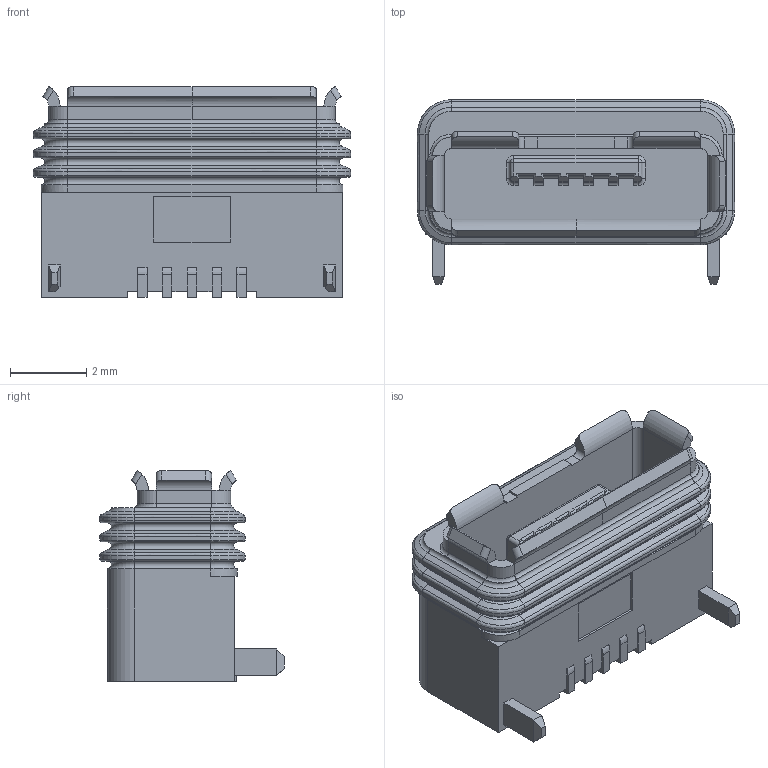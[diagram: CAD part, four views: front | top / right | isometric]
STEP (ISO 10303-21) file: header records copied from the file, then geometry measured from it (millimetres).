
FILE_DESCRIPTION(('STEP AP214'), '1');
FILE_NAME('MUC-20PFFR-JS8C01', '2016-04-26T12:41:23', ('LT0842 '), ('Unknown'), 'ASCON STEP Converter 1.3', 'ASCON Math Kernel', '');
FILE_SCHEMA(('AUTOMOTIVE_DESIGN { 1 0 10303 214 3 1 1}'));
Length unit declared in the file: millimetre
Bounding box: 8.3 x 4.83 x 5.52 mm (x, y, z)
Volume: 88.3 mm3; surface area: 289.9 mm2
Topology: 1 solids, 1 shells, 382 faces, 923 edges, 550 vertices
Faces by surface type: plane 202, cylinder 106, torus 36, bspline 24, cone 12, sphere 2
Entity records: 15242 total; most frequent: CARTESIAN_POINT 3295, ORIENTED_EDGE 1846, DIRECTION 1837, EDGE_CURVE 923, LINE 619, VECTOR 619, AXIS2_PLACEMENT_3D 609, VERTEX_POINT 550
